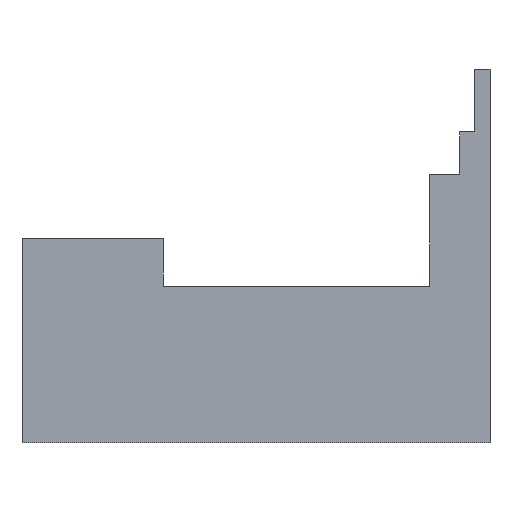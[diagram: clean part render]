
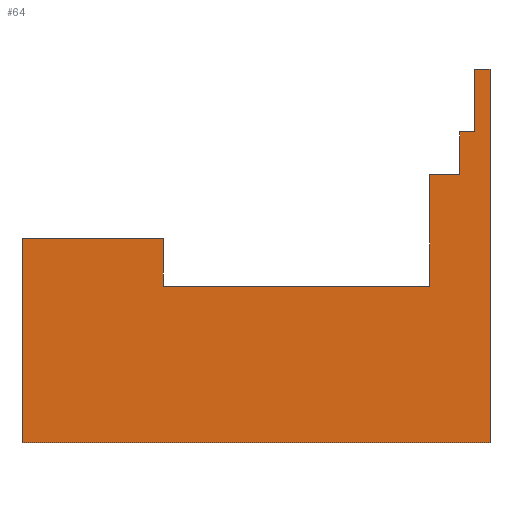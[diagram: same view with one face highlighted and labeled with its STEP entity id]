
A CAD part, front view. The second image highlights one B-rep face of the part: STEP entity #64.
In plain terms, the highlighted planar face has unit normal (0, -1, 0).
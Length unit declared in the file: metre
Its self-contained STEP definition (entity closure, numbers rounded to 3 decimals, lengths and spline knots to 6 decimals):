
#64=ADVANCED_FACE('1:36625',(#91),#92,.T.);
#91=FACE_OUTER_BOUND('',#137,.T.);
#92=PLANE('',#138);
#137=EDGE_LOOP('',(#189,#190,#191,#192,#193,#194,#195,#196,#197,#198,#199,#200));
#138=AXIS2_PLACEMENT_3D('',#201,#202,#203);
#189=ORIENTED_EDGE('',*,*,#365,.T.);
#190=ORIENTED_EDGE('',*,*,#366,.F.);
#191=ORIENTED_EDGE('',*,*,#367,.T.);
#192=ORIENTED_EDGE('',*,*,#368,.F.);
#193=ORIENTED_EDGE('',*,*,#369,.T.);
#194=ORIENTED_EDGE('',*,*,#370,.T.);
#195=ORIENTED_EDGE('',*,*,#371,.T.);
#196=ORIENTED_EDGE('',*,*,#362,.F.);
#197=ORIENTED_EDGE('',*,*,#372,.T.);
#198=ORIENTED_EDGE('',*,*,#373,.F.);
#199=ORIENTED_EDGE('',*,*,#374,.T.);
#200=ORIENTED_EDGE('',*,*,#375,.T.);
#201=CARTESIAN_POINT('',(0.102,-0.327,0.0));
#202=DIRECTION('',(0.,-1.0,0.0));
#203=DIRECTION('',(1.0,0.,0.0));
#362=EDGE_CURVE('1:45336',#418,#421,#422,.T.);
#365=EDGE_CURVE('1:46801',#426,#427,#428,.F.);
#366=EDGE_CURVE('1:49268',#429,#427,#430,.T.);
#367=EDGE_CURVE('1:46807',#429,#431,#432,.F.);
#368=EDGE_CURVE('1:51633',#433,#431,#434,.T.);
#369=EDGE_CURVE('1:46804',#433,#435,#436,.F.);
#370=EDGE_CURVE('1:46706',#435,#437,#438,.T.);
#371=EDGE_CURVE('1:41152',#437,#421,#439,.T.);
#372=EDGE_CURVE('1:41149',#418,#440,#441,.F.);
#373=EDGE_CURVE('1:36646',#442,#440,#443,.T.);
#374=EDGE_CURVE('1:36649',#442,#444,#445,.T.);
#375=EDGE_CURVE('1:36652',#444,#426,#446,.T.);
#418=VERTEX_POINT('',#513);
#421=VERTEX_POINT('',#517);
#422=LINE('',#518,#519);
#426=VERTEX_POINT('',#525);
#427=VERTEX_POINT('',#526);
#428=LINE('',#527,#528);
#429=VERTEX_POINT('',#529);
#430=LINE('',#530,#531);
#431=VERTEX_POINT('',#532);
#432=LINE('',#533,#534);
#433=VERTEX_POINT('',#535);
#434=LINE('',#536,#537);
#435=VERTEX_POINT('',#538);
#436=LINE('',#539,#540);
#437=VERTEX_POINT('',#541);
#438=LINE('',#542,#543);
#439=LINE('',#544,#545);
#440=VERTEX_POINT('',#546);
#441=LINE('',#547,#548);
#442=VERTEX_POINT('',#549);
#443=LINE('',#550,#551);
#444=VERTEX_POINT('',#552);
#445=LINE('',#553,#554);
#446=LINE('',#555,#556);
#513=CARTESIAN_POINT('',(-0.07,-0.327,0.37967));
#517=CARTESIAN_POINT('',(-0.07,-0.327,0.29065));
#518=CARTESIAN_POINT('',(-0.07,-0.327,0.145325));
#519=VECTOR('',#666,1.0);
#525=CARTESIAN_POINT('',(0.536,-0.327,0.69359));
#526=CARTESIAN_POINT('',(0.508,-0.327,0.69359));
#527=CARTESIAN_POINT('',(0.051,-0.327,0.69359));
#528=VECTOR('',#669,1.0);
#529=CARTESIAN_POINT('',(0.508,-0.327,0.57687));
#530=CARTESIAN_POINT('',(0.508,-0.327,0.212515));
#531=VECTOR('',#670,1.0);
#532=CARTESIAN_POINT('',(0.48,-0.327,0.57687));
#533=CARTESIAN_POINT('',(0.051,-0.327,0.57687));
#534=VECTOR('',#671,1.0);
#535=CARTESIAN_POINT('',(0.48,-0.327,0.49783));
#536=CARTESIAN_POINT('',(0.48,-0.327,0.212515));
#537=VECTOR('',#672,1.0);
#538=CARTESIAN_POINT('',(0.424,-0.327,0.49783));
#539=CARTESIAN_POINT('',(0.051,-0.327,0.49783));
#540=VECTOR('',#673,1.0);
#541=CARTESIAN_POINT('',(0.424,-0.327,0.29065));
#542=CARTESIAN_POINT('',(0.424,-0.327,0.145325));
#543=VECTOR('',#674,1.0);
#544=CARTESIAN_POINT('',(-0.332,-0.327,0.29065));
#545=VECTOR('',#675,1.0);
#546=CARTESIAN_POINT('',(-0.332,-0.327,0.37967));
#547=CARTESIAN_POINT('',(0.051,-0.327,0.37967));
#548=VECTOR('',#676,1.0);
#549=CARTESIAN_POINT('',(-0.332,-0.327,0.0));
#550=CARTESIAN_POINT('',(-0.332,-0.327,0.0));
#551=VECTOR('',#677,1.0);
#552=CARTESIAN_POINT('',(0.536,-0.327,0.0));
#553=CARTESIAN_POINT('',(-0.332,-0.327,0.0));
#554=VECTOR('',#678,1.0);
#555=CARTESIAN_POINT('',(0.536,-0.327,0.0));
#556=VECTOR('',#679,1.0);
#666=DIRECTION('',(0.0,-0.0,-1.0));
#669=DIRECTION('',(1.0,0.,-0.0));
#670=DIRECTION('',(0.0,0.0,1.0));
#671=DIRECTION('',(1.0,0.,-0.0));
#672=DIRECTION('',(0.0,0.0,1.0));
#673=DIRECTION('',(1.0,0.,-0.0));
#674=DIRECTION('',(-0.0,-0.0,-1.0));
#675=DIRECTION('',(-1.0,0.,-0.0));
#676=DIRECTION('',(1.0,0.,-0.0));
#677=DIRECTION('',(0.0,0.0,1.0));
#678=DIRECTION('',(1.0,0.,0.0));
#679=DIRECTION('',(0.0,0.0,1.0));
